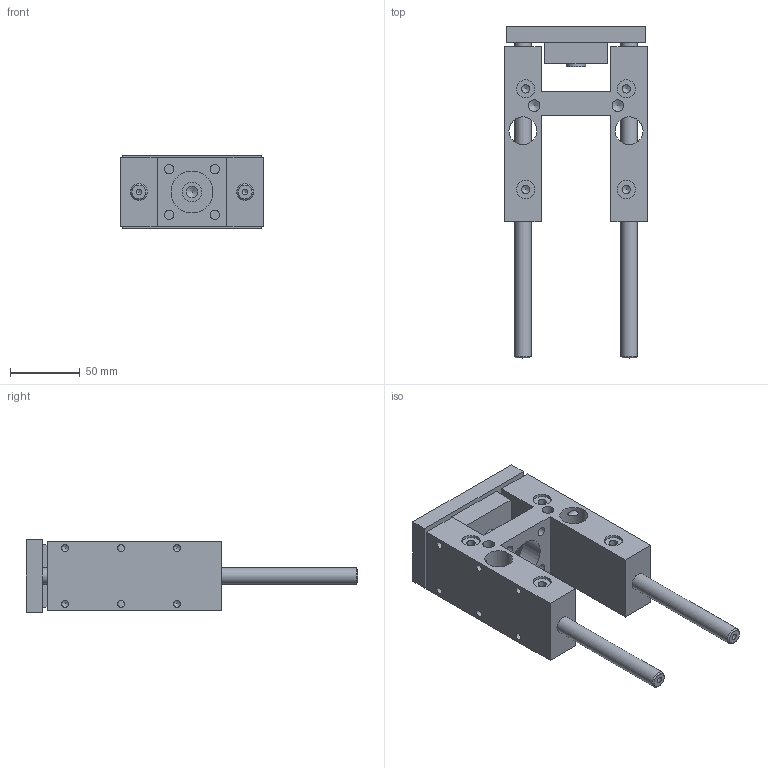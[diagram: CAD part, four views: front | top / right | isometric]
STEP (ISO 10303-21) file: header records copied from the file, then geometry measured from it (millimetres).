
FILE_DESCRIPTION((''),'2;1');
FILE_NAME('MSH32-090.stp','2012-10-05T10:48:46',('hartung_david'),(''),'Autodesk Inventor 2012','Autodesk Inventor 2012','');
FILE_SCHEMA(('AUTOMOTIVE_DESIGN { 1 0 10303 214 1 1 1 1 }'));
Length unit declared in the file: millimetre
Products named in the file (3): MSH32-090; MSH32-Hub 090-010; MSH32-HUB 090-020
Assembly tree (2 placements, depth 2):
  MSH32-090
    MSH32-Hub 090-010
    MSH32-HUB 090-020
Bounding box: 102 x 237.5 x 52 mm (x, y, z)
Volume: 424972.7 mm3; surface area: 104433.9 mm2
Topology: 2 solids, 2 shells, 172 faces, 396 edges, 254 vertices
Faces by surface type: plane 82, cylinder 65, cone 25
Full cylindrical faces by diameter (mm): 4.134 x2, 4.5 x4, 4.917 x12, 5.917 x4, 6.6 x6, 6.647 x4, 8 x4, 8.376 x5, 10 x4, 11 x2, 12 x2, 12.02 x4, 13 x8, 14 x1, 20 x2, 30 x1
Entity records: 4717 total; most frequent: CARTESIAN_POINT 953, DIRECTION 754, ORIENTED_EDGE 548, EDGE_LOOP 322, AXIS2_PLACEMENT_3D 311, EDGE_CURVE 274, VERTEX_POINT 222, STYLED_ITEM 174
